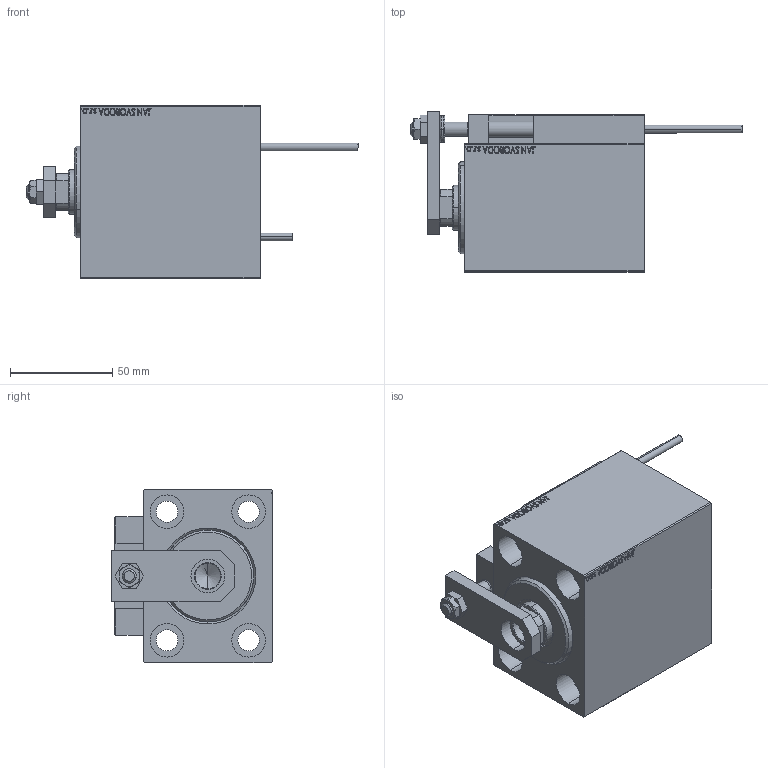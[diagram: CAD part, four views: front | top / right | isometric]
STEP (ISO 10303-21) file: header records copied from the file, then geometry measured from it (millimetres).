
FILE_DESCRIPTION (( 'STEP AP203' ), '1' );
FILE_NAME ('e092.STEP', '2021-03-19T01:00:49', ( '' ), ( '' ), 'SwSTEP 2.0', 'SolidWorks 2019', '' );
FILE_SCHEMA (( 'CONFIG_CONTROL_DESIGN' ));
Length unit declared in the file: millimetre
Products named in the file (16): SWITCH DIM B,W 2091c194640361186dff7746fff8e06d; KONCOVKA 2091c194640361186dff7746fff8e06d; V450CM_C_VCP 2091c194640361186dff7746fff8e06d; V450CM_VC_B 2091c194640361186dff7746fff8e06d; V450CM_C 2091c194640361186dff7746fff8e06d; ZARAZKA 2091c194640361186dff7746fff8e06d; NUT_D12 2091c194640361186dff7746fff8e06d; MAGNET 2091c194640361186dff7746fff8e06d; ALLEN BOLT D8 2091c194640361186dff7746fff8e06d; e092; SWITCH X 2091c194640361186dff7746fff8e06d; Block 2091c194640361186dff7746fff8e06d; TYC_L79 2091c194640361186dff7746fff8e06d; SWITCH_X_FRONT_BACK 2091c194640361186dff7746fff8e06d; NUT_D10 2091c194640361186dff7746fff8e06d; ALLEN BOLT D5 2091c194640361186dff7746fff8e06d
Assembly tree (25 placements, depth 3):
  e092
    V450CM_C 2091c194640361186dff7746fff8e06d
    SWITCH X 2091c194640361186dff7746fff8e06d
      SWITCH_X_FRONT_BACK 2091c194640361186dff7746fff8e06d  x2
      TYC_L79 2091c194640361186dff7746fff8e06d
      Block 2091c194640361186dff7746fff8e06d  x2
      ALLEN BOLT D5 2091c194640361186dff7746fff8e06d  x4
      ALLEN BOLT D8 2091c194640361186dff7746fff8e06d  x4
      MAGNET 2091c194640361186dff7746fff8e06d  x2
      KONCOVKA 2091c194640361186dff7746fff8e06d  x2
    NUT_D12 2091c194640361186dff7746fff8e06d
    SWITCH DIM B,W 2091c194640361186dff7746fff8e06d
    ZARAZKA 2091c194640361186dff7746fff8e06d
    NUT_D10 2091c194640361186dff7746fff8e06d
    V450CM_C_VCP 2091c194640361186dff7746fff8e06d
    V450CM_VC_B 2091c194640361186dff7746fff8e06d
Bounding box: 162.7 x 78.5 x 85 mm (x, y, z)
Volume: 457531 mm3; surface area: 104612.5 mm2
Topology: 24 solids, 24 shells, 1299 faces, 3111 edges, 1988 vertices
Faces by surface type: plane 568, bspline 380, cylinder 190, cone 113, torus 44, sphere 4
Entity records: 50962 total; most frequent: CARTESIAN_POINT 26198, ORIENTED_EDGE 5242, DIRECTION 3534, EDGE_CURVE 2621, VERTEX_POINT 1712, VECTOR 1502, LINE 1502, EDGE_LOOP 1211
